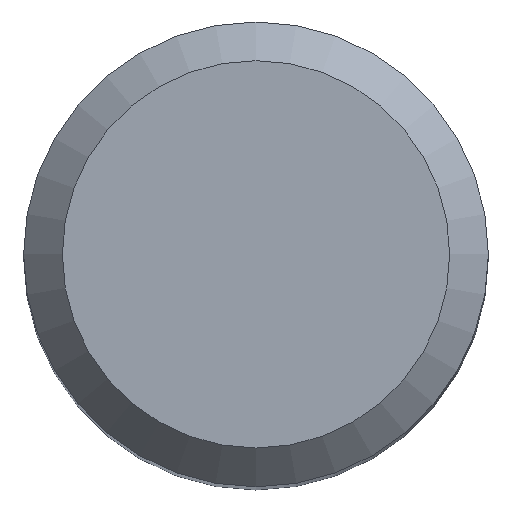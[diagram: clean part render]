
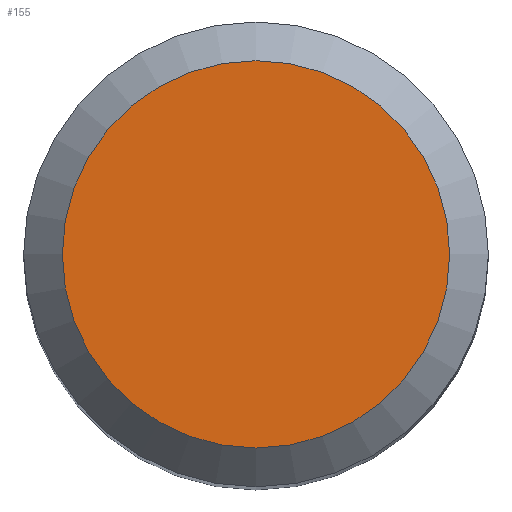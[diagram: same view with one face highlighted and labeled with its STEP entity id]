
A CAD part, top view. The second image highlights one B-rep face of the part: STEP entity #155.
In plain terms, the highlighted planar face has unit normal (0, 0, 1).
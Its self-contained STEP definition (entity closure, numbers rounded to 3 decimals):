
#9 = DIRECTION ( 'NONE',  ( 0., 1., 0. ) ) ;
#49 = CARTESIAN_POINT ( 'NONE',  ( 0., 5., 102. ) ) ;
#70 = AXIS2_PLACEMENT_3D ( 'NONE', #232, #112, #9 ) ;
#103 = DIRECTION ( 'NONE',  ( 0., 0., -1. ) ) ;
#105 = CIRCLE ( 'NONE', #70, 5. ) ;
#112 = DIRECTION ( 'NONE',  ( 0., 0., -1. ) ) ;
#155 = ADVANCED_FACE ( 'NONE', ( #233 ), #236, .F. ) ;
#162 = EDGE_LOOP ( 'NONE', ( #254 ) ) ;
#165 = VERTEX_POINT ( 'NONE', #49 ) ;
#171 = DIRECTION ( 'NONE',  ( 0., 1., 0. ) ) ;
#225 = AXIS2_PLACEMENT_3D ( 'NONE', #250, #103, #171 ) ;
#232 = CARTESIAN_POINT ( 'NONE',  ( 0., 0., 102. ) ) ;
#233 = FACE_OUTER_BOUND ( 'NONE', #162, .T. ) ;
#236 = PLANE ( 'NONE',  #225 ) ;
#237 = EDGE_CURVE ( 'NONE', #165, #165, #105, .T. ) ;
#250 = CARTESIAN_POINT ( 'NONE',  ( 0., 0., 102. ) ) ;
#254 = ORIENTED_EDGE ( 'NONE', *, *, #237, .F. ) ;
